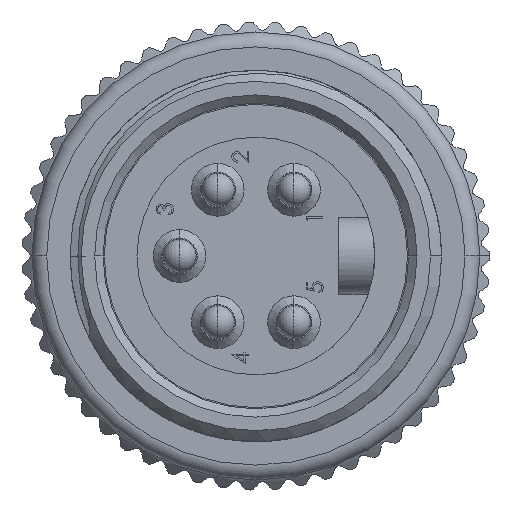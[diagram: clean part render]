
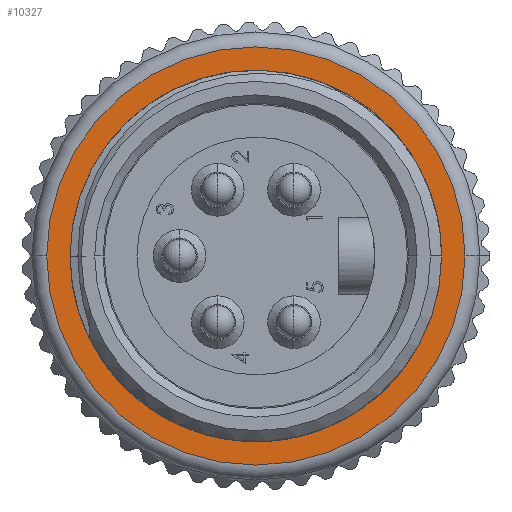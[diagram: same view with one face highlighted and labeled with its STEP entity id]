
A CAD part, left-side view. The second image highlights one B-rep face of the part: STEP entity #10327.
In plain terms, the highlighted planar face has unit normal (-1, 0, 0).
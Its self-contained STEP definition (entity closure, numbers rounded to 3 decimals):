
#327 = ORIENTED_EDGE ( 'NONE', *, *, #19479, .T. ) ;
#684 = VERTEX_POINT ( 'NONE', #2226 ) ;
#755 = CIRCLE ( 'NONE', #23782, 12.51 ) ;
#2226 = CARTESIAN_POINT ( 'NONE',  ( 0.52, 12.51, 0. ) ) ;
#2904 = CARTESIAN_POINT ( 'NONE',  ( 0.52, 11.11, 0. ) ) ;
#3052 = AXIS2_PLACEMENT_3D ( 'NONE', #11299, #30260, #14109 ) ;
#5123 = CARTESIAN_POINT ( 'NONE',  ( 0.52, 0., 0. ) ) ;
#5666 = DIRECTION ( 'NONE',  ( 0., -1., 0. ) ) ;
#7626 = CARTESIAN_POINT ( 'NONE',  ( 0.52, -11.11, 0. ) ) ;
#7892 = DIRECTION ( 'NONE',  ( 0., 1., 0. ) ) ;
#7947 = CARTESIAN_POINT ( 'NONE',  ( 0.52, 0., 0. ) ) ;
#8299 = VERTEX_POINT ( 'NONE', #7626 ) ;
#8313 = PLANE ( 'NONE',  #13452 ) ;
#8752 = ORIENTED_EDGE ( 'NONE', *, *, #28998, .T. ) ;
#9165 = CIRCLE ( 'NONE', #20436, 12.51 ) ;
#10327 = ADVANCED_FACE ( 'NONE', ( #13745, #14592 ), #8313, .T. ) ;
#10563 = EDGE_CURVE ( 'NONE', #14776, #8299, #16763, .T. ) ;
#10696 = DIRECTION ( 'NONE',  ( 0., -1., 0. ) ) ;
#11134 = CARTESIAN_POINT ( 'NONE',  ( 0.52, 0., 0. ) ) ;
#11299 = CARTESIAN_POINT ( 'NONE',  ( 0.52, 0., 0. ) ) ;
#11939 = CARTESIAN_POINT ( 'NONE',  ( 0.52, 11.11, 0. ) ) ;
#13452 = AXIS2_PLACEMENT_3D ( 'NONE', #2904, #22125, #5666 ) ;
#13745 = FACE_OUTER_BOUND ( 'NONE', #27034, .T. ) ;
#13907 = VERTEX_POINT ( 'NONE', #33104 ) ;
#13918 = DIRECTION ( 'NONE',  ( 0., -1., 0. ) ) ;
#14109 = DIRECTION ( 'NONE',  ( 0., 1., 0. ) ) ;
#14592 = FACE_BOUND ( 'NONE', #24710, .T. ) ;
#14776 = VERTEX_POINT ( 'NONE', #11939 ) ;
#15169 = ORIENTED_EDGE ( 'NONE', *, *, #10563, .T. ) ;
#16763 = CIRCLE ( 'NONE', #31508, 11.11 ) ;
#17114 = CIRCLE ( 'NONE', #3052, 11.11 ) ;
#19479 = EDGE_CURVE ( 'NONE', #13907, #684, #755, .T. ) ;
#20436 = AXIS2_PLACEMENT_3D ( 'NONE', #7947, #27008, #10696 ) ;
#22125 = DIRECTION ( 'NONE',  ( -1., 0., 0. ) ) ;
#23782 = AXIS2_PLACEMENT_3D ( 'NONE', #11134, #30093, #13918 ) ;
#24285 = DIRECTION ( 'NONE',  ( 1., 0., 0. ) ) ;
#24710 = EDGE_LOOP ( 'NONE', ( #15169, #8752 ) ) ;
#27008 = DIRECTION ( 'NONE',  ( -1., 0., 0. ) ) ;
#27034 = EDGE_LOOP ( 'NONE', ( #327, #34101 ) ) ;
#28998 = EDGE_CURVE ( 'NONE', #8299, #14776, #17114, .T. ) ;
#30093 = DIRECTION ( 'NONE',  ( -1., 0., 0. ) ) ;
#30260 = DIRECTION ( 'NONE',  ( 1., 0., 0. ) ) ;
#31508 = AXIS2_PLACEMENT_3D ( 'NONE', #5123, #24285, #7892 ) ;
#32110 = EDGE_CURVE ( 'NONE', #684, #13907, #9165, .T. ) ;
#33104 = CARTESIAN_POINT ( 'NONE',  ( 0.52, -12.51, 0. ) ) ;
#34101 = ORIENTED_EDGE ( 'NONE', *, *, #32110, .T. ) ;
